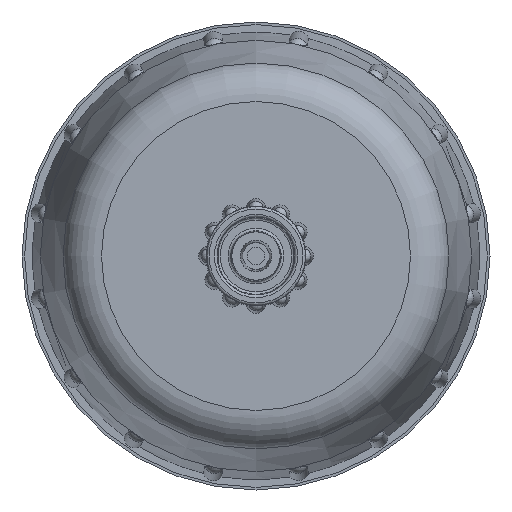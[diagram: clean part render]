
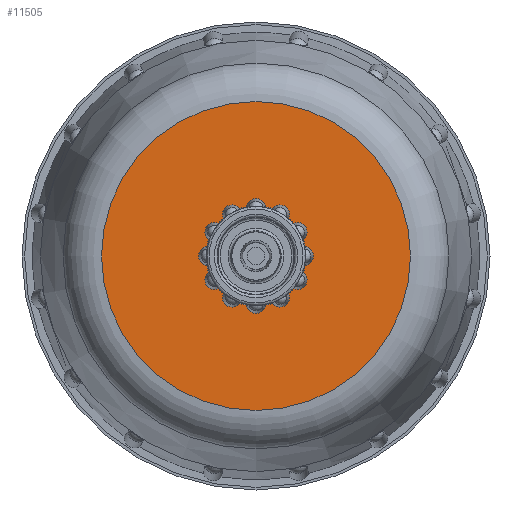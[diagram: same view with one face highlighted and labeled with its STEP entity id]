
A CAD part, front view. The second image highlights one B-rep face of the part: STEP entity #11505.
In plain terms, the highlighted planar face has unit normal (0, -1, 0).
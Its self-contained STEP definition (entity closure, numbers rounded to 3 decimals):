
#305=PLANE('',#12774);
#2012=FACE_BOUND('',#3339,.T.);
#2572=FACE_OUTER_BOUND('',#3338,.T.);
#3338=EDGE_LOOP('',(#10040));
#3339=EDGE_LOOP('',(#10041));
#4103=CIRCLE('',#12629,29.71);
#4153=CIRCLE('',#12697,9.25);
#5088=VERTEX_POINT('',#26636);
#5236=VERTEX_POINT('',#27932);
#6695=EDGE_CURVE('',#5088,#5088,#4103,.T.);
#6851=EDGE_CURVE('',#5236,#5236,#4153,.T.);
#10040=ORIENTED_EDGE('',*,*,#6695,.T.);
#10041=ORIENTED_EDGE('',*,*,#6851,.T.);
#11505=ADVANCED_FACE('',(#2572,#2012),#305,.T.);
#12629=AXIS2_PLACEMENT_3D('',#26637,#15150,#15151);
#12697=AXIS2_PLACEMENT_3D('',#27933,#15286,#15287);
#12774=AXIS2_PLACEMENT_3D('',#28317,#15490,#15491);
#15150=DIRECTION('center_axis',(0.,-1.,0.));
#15151=DIRECTION('ref_axis',(0.,0.,-1.));
#15286=DIRECTION('center_axis',(0.,1.,0.));
#15287=DIRECTION('ref_axis',(0.,0.,-1.));
#15490=DIRECTION('center_axis',(0.,-1.,0.));
#15491=DIRECTION('ref_axis',(0.,0.,-1.));
#26636=CARTESIAN_POINT('',(0.,-51.,-29.71));
#26637=CARTESIAN_POINT('Origin',(0.,-51.,0.));
#27932=CARTESIAN_POINT('',(-9.25,-51.,0.));
#27933=CARTESIAN_POINT('Origin',(0.,-51.,0.));
#28317=CARTESIAN_POINT('Origin',(29.71,-51.,0.));
